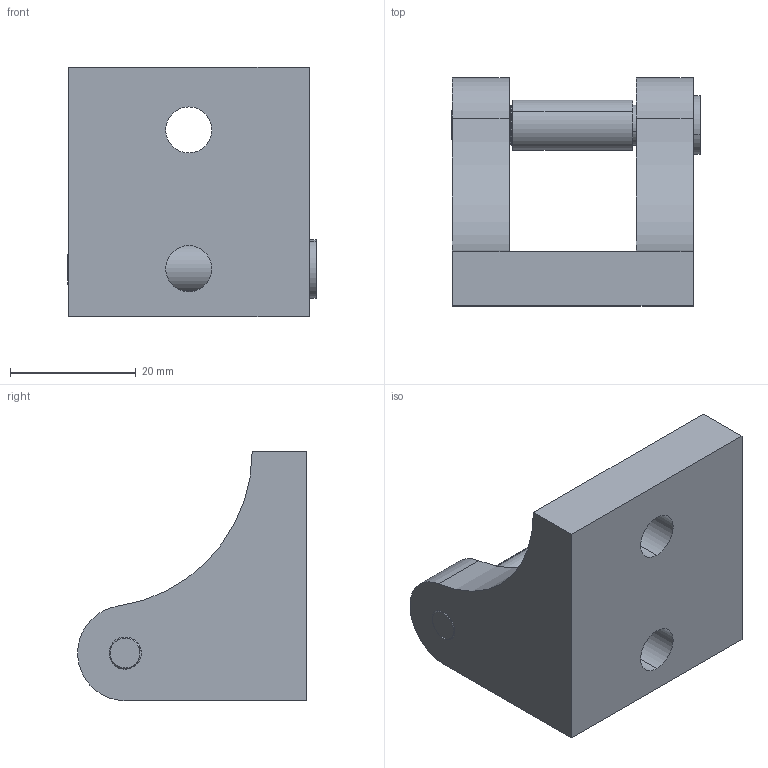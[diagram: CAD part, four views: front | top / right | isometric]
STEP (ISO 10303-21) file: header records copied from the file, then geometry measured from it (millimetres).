
FILE_DESCRIPTION (( 'STEP AP203' ), '1' );
FILE_NAME ('HDM250 actuator mount assembly.STEP', '2014-07-29T21:26:08', ( 'Kyle' ), ( 'Microsoft' ), 'SwSTEP 2.0', 'SolidWorks 2014', '' );
FILE_SCHEMA (( 'CONFIG_CONTROL_DESIGN' ));
Length unit declared in the file: inch
Products named in the file (4): HDM250 actuator mount; HDM250 actuator bushing; 91273A304_91273A304; HDM250 actuator mount assembly
Assembly tree (3 placements, depth 2):
  HDM250 actuator mount assembly
    HDM250 actuator mount
    HDM250 actuator bushing
    91273A304_91273A304
Bounding box: 39.47 x 36.3 x 39.6 mm (x, y, z)
Volume: 22687.6 mm3; surface area: 9582.9 mm2
Topology: 3 solids, 3 shells, 78 faces, 182 edges, 113 vertices
Faces by surface type: cylinder 35, plane 21, cone 17, bspline 3, torus 2
Entity records: 3921 total; most frequent: CARTESIAN_POINT 1766, DIRECTION 368, ORIENTED_EDGE 364, EDGE_CURVE 182, AXIS2_PLACEMENT_3D 148, VERTEX_POINT 113, EDGE_LOOP 91, FACE_OUTER_BOUND 78
